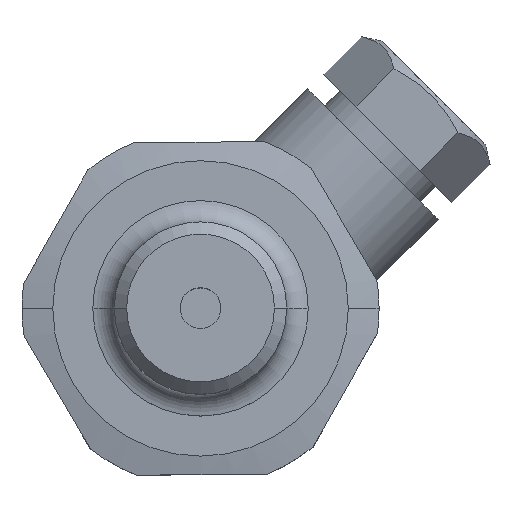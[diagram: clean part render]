
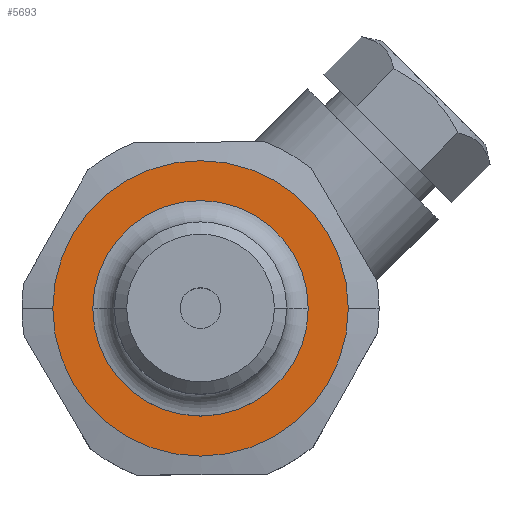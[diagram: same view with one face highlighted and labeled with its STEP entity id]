
A CAD part, top view. The second image highlights one B-rep face of the part: STEP entity #5693.
In plain terms, the highlighted planar face has unit normal (0, 0, 1).
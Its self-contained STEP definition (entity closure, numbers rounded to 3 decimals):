
#125 = CARTESIAN_POINT ( 'NONE',  ( 12., 0., 6.75 ) ) ;
#418 = CARTESIAN_POINT ( 'NONE',  ( 0., 0., 6.75 ) ) ;
#577 = DIRECTION ( 'NONE',  ( 0., 0., 1. ) ) ;
#632 = DIRECTION ( 'NONE',  ( 0., 0., -1. ) ) ;
#664 = ORIENTED_EDGE ( 'NONE', *, *, #1927, .F. ) ;
#672 = AXIS2_PLACEMENT_3D ( 'NONE', #4002, #577, #4532 ) ;
#988 = DIRECTION ( 'NONE',  ( 1., 0., 0. ) ) ;
#1432 = EDGE_LOOP ( 'NONE', ( #664, #6387 ) ) ;
#1561 = CIRCLE ( 'NONE', #5494, 12. ) ;
#1816 = FACE_BOUND ( 'NONE', #1432, .T. ) ;
#1927 = EDGE_CURVE ( 'NONE', #6131, #2872, #3344, .T. ) ;
#2126 = CIRCLE ( 'NONE', #5050, 12. ) ;
#2216 = ORIENTED_EDGE ( 'NONE', *, *, #4806, .F. ) ;
#2310 = CARTESIAN_POINT ( 'NONE',  ( -8.75, 0., 6.75 ) ) ;
#2407 = EDGE_LOOP ( 'NONE', ( #6464, #2216 ) ) ;
#2864 = VERTEX_POINT ( 'NONE', #4820 ) ;
#2872 = VERTEX_POINT ( 'NONE', #3168 ) ;
#2965 = FACE_OUTER_BOUND ( 'NONE', #2407, .T. ) ;
#3021 = DIRECTION ( 'NONE',  ( 0., 0., 1. ) ) ;
#3168 = CARTESIAN_POINT ( 'NONE',  ( 8.75, 0., 6.75 ) ) ;
#3270 = CARTESIAN_POINT ( 'NONE',  ( 0., 0., 6.75 ) ) ;
#3291 = VERTEX_POINT ( 'NONE', #125 ) ;
#3344 = CIRCLE ( 'NONE', #672, 8.75 ) ;
#3589 = PLANE ( 'NONE',  #4786 ) ;
#3778 = EDGE_CURVE ( 'NONE', #2872, #6131, #4936, .T. ) ;
#3854 = DIRECTION ( 'NONE',  ( -1., 0., 0. ) ) ;
#4002 = CARTESIAN_POINT ( 'NONE',  ( 0., 0., 6.75 ) ) ;
#4040 = CARTESIAN_POINT ( 'NONE',  ( 0., 0., 6.75 ) ) ;
#4386 = DIRECTION ( 'NONE',  ( 0., 0., 1. ) ) ;
#4532 = DIRECTION ( 'NONE',  ( 1., 0., 0. ) ) ;
#4577 = DIRECTION ( 'NONE',  ( -1., 0., 0. ) ) ;
#4786 = AXIS2_PLACEMENT_3D ( 'NONE', #6270, #3021, #6765 ) ;
#4806 = EDGE_CURVE ( 'NONE', #3291, #2864, #1561, .T. ) ;
#4820 = CARTESIAN_POINT ( 'NONE',  ( -12., 0., 6.75 ) ) ;
#4936 = CIRCLE ( 'NONE', #6133, 8.75 ) ;
#5050 = AXIS2_PLACEMENT_3D ( 'NONE', #4040, #632, #4577 ) ;
#5494 = AXIS2_PLACEMENT_3D ( 'NONE', #3270, #6974, #3854 ) ;
#5693 = ADVANCED_FACE ( 'NONE', ( #1816, #2965 ), #3589, .T. ) ;
#6131 = VERTEX_POINT ( 'NONE', #2310 ) ;
#6133 = AXIS2_PLACEMENT_3D ( 'NONE', #418, #4386, #988 ) ;
#6270 = CARTESIAN_POINT ( 'NONE',  ( 7.674, 13.568, 6.75 ) ) ;
#6387 = ORIENTED_EDGE ( 'NONE', *, *, #3778, .F. ) ;
#6459 = EDGE_CURVE ( 'NONE', #2864, #3291, #2126, .T. ) ;
#6464 = ORIENTED_EDGE ( 'NONE', *, *, #6459, .F. ) ;
#6765 = DIRECTION ( 'NONE',  ( 1., 0., 0. ) ) ;
#6974 = DIRECTION ( 'NONE',  ( 0., 0., -1. ) ) ;
